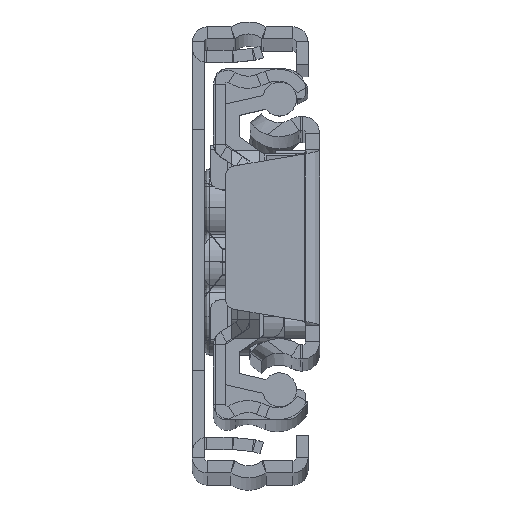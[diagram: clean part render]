
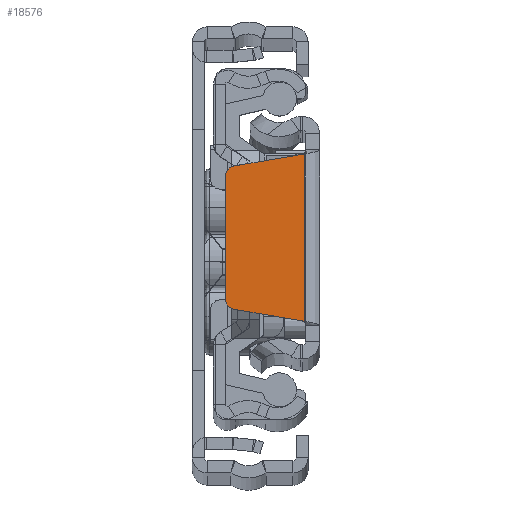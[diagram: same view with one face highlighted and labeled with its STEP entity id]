
A CAD part, top view. The second image highlights one B-rep face of the part: STEP entity #18576.
In plain terms, the highlighted planar face has unit normal (0, 0, 1).
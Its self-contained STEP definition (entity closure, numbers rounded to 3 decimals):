
#223 = CARTESIAN_POINT ( 'NONE',  ( -8.568, -7.142, 0. ) ) ;
#521 = LINE ( 'NONE', #14102, #7457 ) ;
#578 = VECTOR ( 'NONE', #16218, 1000. ) ;
#750 = EDGE_CURVE ( 'NONE', #6148, #3129, #2036, .T. ) ;
#1133 = CARTESIAN_POINT ( 'NONE',  ( -9.4, -6.156, 0. ) ) ;
#1167 = CARTESIAN_POINT ( 'NONE',  ( -8.568, 7.142, 0. ) ) ;
#1502 = ORIENTED_EDGE ( 'NONE', *, *, #750, .F. ) ;
#1853 = EDGE_CURVE ( 'NONE', #3129, #13284, #3251, .T. ) ;
#2030 = EDGE_CURVE ( 'NONE', #15154, #11840, #13059, .T. ) ;
#2036 = CIRCLE ( 'NONE', #2382, 1. ) ;
#2382 = AXIS2_PLACEMENT_3D ( 'NONE', #12632, #16144, #19309 ) ;
#2399 = ORIENTED_EDGE ( 'NONE', *, *, #2030, .F. ) ;
#2830 = DIRECTION ( 'NONE',  ( -1., 0., 0. ) ) ;
#2932 = CARTESIAN_POINT ( 'NONE',  ( -8.4, 6.156, 0. ) ) ;
#3129 = VERTEX_POINT ( 'NONE', #1167 ) ;
#3251 = LINE ( 'NONE', #6723, #578 ) ;
#4895 = CARTESIAN_POINT ( 'NONE',  ( -9.4, 6.156, 0. ) ) ;
#5115 = DIRECTION ( 'NONE',  ( 0., 1., 0. ) ) ;
#5301 = CARTESIAN_POINT ( 'NONE',  ( -8.4, -6.156, 0. ) ) ;
#5321 = LINE ( 'NONE', #4895, #18878 ) ;
#6148 = VERTEX_POINT ( 'NONE', #8192 ) ;
#6386 = PLANE ( 'NONE',  #21110 ) ;
#6723 = CARTESIAN_POINT ( 'NONE',  ( -1.5, 8.35, 0. ) ) ;
#7259 = VECTOR ( 'NONE', #18227, 1000. ) ;
#7369 = DIRECTION ( 'NONE',  ( 0., -1., 0. ) ) ;
#7457 = VECTOR ( 'NONE', #7369, 1000. ) ;
#8192 = CARTESIAN_POINT ( 'NONE',  ( -9.4, 6.156, 0. ) ) ;
#9800 = CARTESIAN_POINT ( 'NONE',  ( -1.5, 8.35, 0. ) ) ;
#11840 = VERTEX_POINT ( 'NONE', #1133 ) ;
#12343 = ORIENTED_EDGE ( 'NONE', *, *, #16866, .F. ) ;
#12632 = CARTESIAN_POINT ( 'NONE',  ( -8.4, 6.156, 0. ) ) ;
#12704 = DIRECTION ( 'NONE',  ( 0., 0., -1. ) ) ;
#13059 = CIRCLE ( 'NONE', #13757, 1. ) ;
#13284 = VERTEX_POINT ( 'NONE', #9800 ) ;
#13757 = AXIS2_PLACEMENT_3D ( 'NONE', #5301, #16861, #15232 ) ;
#14102 = CARTESIAN_POINT ( 'NONE',  ( -1.5, -8.35, 0. ) ) ;
#14297 = EDGE_LOOP ( 'NONE', ( #12343, #15590, #1502, #15642, #2399, #21398 ) ) ;
#14427 = VERTEX_POINT ( 'NONE', #16638 ) ;
#15154 = VERTEX_POINT ( 'NONE', #223 ) ;
#15232 = DIRECTION ( 'NONE',  ( -1., 0., 0. ) ) ;
#15590 = ORIENTED_EDGE ( 'NONE', *, *, #1853, .F. ) ;
#15642 = ORIENTED_EDGE ( 'NONE', *, *, #18288, .F. ) ;
#16144 = DIRECTION ( 'NONE',  ( 0., 0., -1. ) ) ;
#16217 = FACE_OUTER_BOUND ( 'NONE', #14297, .T. ) ;
#16218 = DIRECTION ( 'NONE',  ( 0.986, 0.168, 0. ) ) ;
#16638 = CARTESIAN_POINT ( 'NONE',  ( -1.5, -8.35, 0. ) ) ;
#16861 = DIRECTION ( 'NONE',  ( 0., 0., -1. ) ) ;
#16866 = EDGE_CURVE ( 'NONE', #13284, #14427, #521, .T. ) ;
#18018 = CARTESIAN_POINT ( 'NONE',  ( -8.568, -7.142, 0. ) ) ;
#18227 = DIRECTION ( 'NONE',  ( -0.986, 0.168, 0. ) ) ;
#18288 = EDGE_CURVE ( 'NONE', #11840, #6148, #5321, .T. ) ;
#18576 = ADVANCED_FACE ( 'NONE', ( #16217 ), #6386, .F. ) ;
#18878 = VECTOR ( 'NONE', #5115, 1000. ) ;
#19309 = DIRECTION ( 'NONE',  ( -1., 0., 0. ) ) ;
#20092 = LINE ( 'NONE', #18018, #7259 ) ;
#20805 = EDGE_CURVE ( 'NONE', #14427, #15154, #20092, .T. ) ;
#21110 = AXIS2_PLACEMENT_3D ( 'NONE', #2932, #12704, #2830 ) ;
#21398 = ORIENTED_EDGE ( 'NONE', *, *, #20805, .F. ) ;
